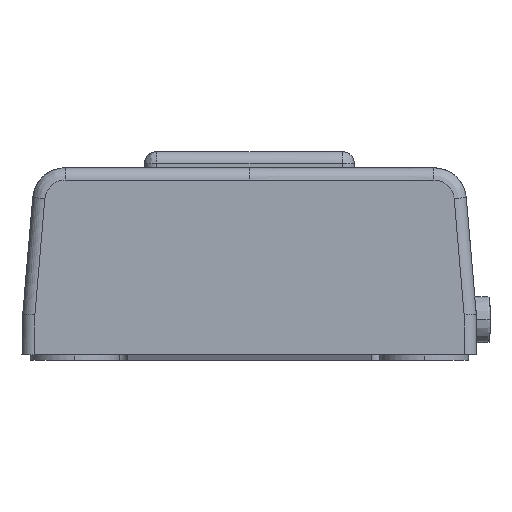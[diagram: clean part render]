
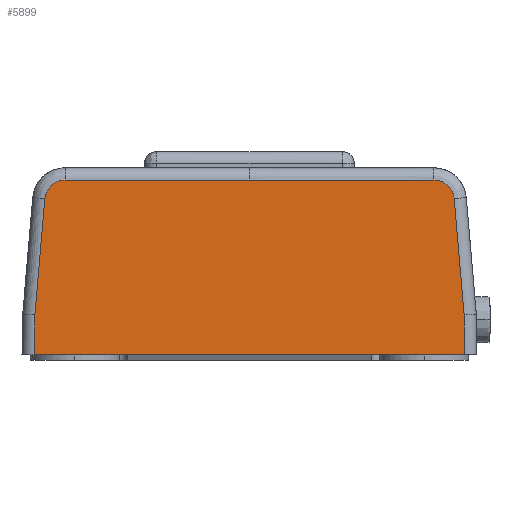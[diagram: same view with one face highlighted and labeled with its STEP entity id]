
A CAD part, left-side view. The second image highlights one B-rep face of the part: STEP entity #5899.
In plain terms, the highlighted planar face has unit normal (-1, 0, 0).
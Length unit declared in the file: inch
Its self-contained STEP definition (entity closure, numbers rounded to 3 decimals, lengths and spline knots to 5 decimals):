
#201 = VERTEX_POINT ( 'NONE', #9710 ) ;
#215 = CARTESIAN_POINT ( 'NONE',  ( -4.92126, -0.44678, 0.84646 ) ) ;
#231 = LINE ( 'NONE', #11283, #8678 ) ;
#269 = LINE ( 'NONE', #9672, #11415 ) ;
#370 = CARTESIAN_POINT ( 'NONE',  ( -4.92126, 0., 0.84646 ) ) ;
#444 = LINE ( 'NONE', #10338, #1273 ) ;
#508 = VERTEX_POINT ( 'NONE', #2451 ) ;
#661 = VERTEX_POINT ( 'NONE', #15251 ) ;
#723 = CARTESIAN_POINT ( 'NONE',  ( -4.92126, 0.89355, 0.84646 ) ) ;
#1230 = ORIENTED_EDGE ( 'NONE', *, *, #15522, .F. ) ;
#1273 = VECTOR ( 'NONE', #16986, 39.37008 ) ;
#1343 = EDGE_CURVE ( 'NONE', #8770, #508, #10343, .T. ) ;
#1344 = ORIENTED_EDGE ( 'NONE', *, *, #3965, .T. ) ;
#1528 = EDGE_CURVE ( 'NONE', #12734, #201, #269, .T. ) ;
#1602 = ORIENTED_EDGE ( 'NONE', *, *, #7499, .F. ) ;
#1685 = CARTESIAN_POINT ( 'NONE',  ( -4.92126, 1.03992, 0.1938 ) ) ;
#1890 = CARTESIAN_POINT ( 'NONE',  ( -4.92126, -0.99113, 0.76212 ) ) ;
#1912 = CARTESIAN_POINT ( 'NONE',  ( -4.92126, 0.89925, 0.84646 ) ) ;
#2065 = CARTESIAN_POINT ( 'NONE',  ( -4.92126, 1.0433, 0. ) ) ;
#2165 = DIRECTION ( 'NONE',  ( -1., 0., 0. ) ) ;
#2324 = ORIENTED_EDGE ( 'NONE', *, *, #2492, .T. ) ;
#2451 = CARTESIAN_POINT ( 'NONE',  ( -4.92126, -0.89355, 0.84646 ) ) ;
#2492 = EDGE_CURVE ( 'NONE', #201, #12790, #8767, .T. ) ;
#2524 = EDGE_CURVE ( 'NONE', #12734, #16243, #12219, .T. ) ;
#2581 = CARTESIAN_POINT ( 'NONE',  ( -4.92126, 0.89355, 0.84646 ) ) ;
#2622 = EDGE_CURVE ( 'NONE', #12790, #3585, #3327, .T. ) ;
#3091 = CARTESIAN_POINT ( 'NONE',  ( -4.92126, -0.92886, 0.84053 ) ) ;
#3327 = LINE ( 'NONE', #9769, #6443 ) ;
#3434 = CARTESIAN_POINT ( 'NONE',  ( -4.92126, -1.10236, 0. ) ) ;
#3585 = VERTEX_POINT ( 'NONE', #13299 ) ;
#3965 = EDGE_CURVE ( 'NONE', #661, #10826, #231, .T. ) ;
#4032 = AXIS2_PLACEMENT_3D ( 'NONE', #3434, #2165, #15348 ) ;
#4299 = CARTESIAN_POINT ( 'NONE',  ( -4.92126, -0.98291, 0.79065 ) ) ;
#4479 = CARTESIAN_POINT ( 'NONE',  ( -4.92126, -0.97335, 0.80668 ) ) ;
#4499 = CARTESIAN_POINT ( 'NONE',  ( -4.92126, 0.97303, 0.8071 ) ) ;
#4593 = FACE_OUTER_BOUND ( 'NONE', #10454, .T. ) ;
#4643 = ORIENTED_EDGE ( 'NONE', *, *, #16111, .T. ) ;
#5824 = CARTESIAN_POINT ( 'NONE',  ( -4.92126, 0.96032, 0.82117 ) ) ;
#5899 = ADVANCED_FACE ( 'NONE', ( #4593 ), #16437, .T. ) ;
#6100 = B_SPLINE_CURVE_WITH_KNOTS ( 'NONE', 3,
 ( #16348, #7086, #12280, #3091, #9757, #12384, #4479, #4299, #13561, #1890, #11089 ),
 .UNSPECIFIED., .F., .F.,
 ( 4, 1, 1, 1, 1, 1, 1, 1, 4 ),
 ( 0., 0.12022, 0.24405, 0.37225, 0.50182, 0.63136, 0.75948, 0.8832, 1. ),
 .UNSPECIFIED. ) ;
#6131 = CARTESIAN_POINT ( 'NONE',  ( -4.92126, -0.99162, 0.75645 ) ) ;
#6267 = DIRECTION ( 'NONE',  ( 0., -1., 0. ) ) ;
#6443 = VECTOR ( 'NONE', #11171, 39.37008 ) ;
#7086 = CARTESIAN_POINT ( 'NONE',  ( -4.92126, -0.89941, 0.84646 ) ) ;
#7147 = DIRECTION ( 'NONE',  ( 0., 0.086, 0.996 ) ) ;
#7344 = CARTESIAN_POINT ( 'NONE',  ( -4.92126, 0.92837, 0.84071 ) ) ;
#7428 = ORIENTED_EDGE ( 'NONE', *, *, #1528, .T. ) ;
#7499 = EDGE_CURVE ( 'NONE', #508, #10826, #6100, .T. ) ;
#7532 = ORIENTED_EDGE ( 'NONE', *, *, #1343, .F. ) ;
#8155 = DIRECTION ( 'NONE',  ( 0., -1., 0. ) ) ;
#8476 = CARTESIAN_POINT ( 'NONE',  ( -4.92126, 0.99112, 0.76229 ) ) ;
#8678 = VECTOR ( 'NONE', #7147, 39.37008 ) ;
#8767 = LINE ( 'NONE', #1685, #9549 ) ;
#8770 = VERTEX_POINT ( 'NONE', #370 ) ;
#8909 = CARTESIAN_POINT ( 'NONE',  ( -4.92126, 0.99162, 0.75645 ) ) ;
#9549 = VECTOR ( 'NONE', #12525, 39.37008 ) ;
#9672 = CARTESIAN_POINT ( 'NONE',  ( -4.92126, 0.99162, 0.75645 ) ) ;
#9710 = CARTESIAN_POINT ( 'NONE',  ( -4.92126, 1.03992, 0.1938 ) ) ;
#9757 = CARTESIAN_POINT ( 'NONE',  ( -4.92126, -0.94561, 0.83227 ) ) ;
#9769 = CARTESIAN_POINT ( 'NONE',  ( -4.92126, -1.10236, 0. ) ) ;
#9949 = CARTESIAN_POINT ( 'NONE',  ( -4.92126, 0.99162, 0.75645 ) ) ;
#10337 = VECTOR ( 'NONE', #6267, 39.37008 ) ;
#10338 = CARTESIAN_POINT ( 'NONE',  ( -4.92126, -1.0433, 0. ) ) ;
#10343 = LINE ( 'NONE', #215, #11628 ) ;
#10364 = CARTESIAN_POINT ( 'NONE',  ( -4.92126, 0.89355, 0.84646 ) ) ;
#10454 = EDGE_LOOP ( 'NONE', ( #11706, #4643, #1344, #1602, #7532, #1230, #11826, #7428, #2324 ) ) ;
#10826 = VERTEX_POINT ( 'NONE', #6131 ) ;
#11048 = CARTESIAN_POINT ( 'NONE',  ( -4.92126, 0.98269, 0.79111 ) ) ;
#11089 = CARTESIAN_POINT ( 'NONE',  ( -4.92126, -0.99162, 0.75645 ) ) ;
#11171 = DIRECTION ( 'NONE',  ( 0., -1., 0. ) ) ;
#11283 = CARTESIAN_POINT ( 'NONE',  ( -4.92126, -1.03992, 0.1938 ) ) ;
#11415 = VECTOR ( 'NONE', #13886, 39.37008 ) ;
#11628 = VECTOR ( 'NONE', #8155, 39.37008 ) ;
#11706 = ORIENTED_EDGE ( 'NONE', *, *, #2622, .T. ) ;
#11826 = ORIENTED_EDGE ( 'NONE', *, *, #2524, .F. ) ;
#12219 = B_SPLINE_CURVE_WITH_KNOTS ( 'NONE', 3,
 ( #9949, #8476, #16477, #11048, #4499, #5824, #13700, #7344, #15017, #1912, #723 ),
 .UNSPECIFIED., .F., .F.,
 ( 4, 1, 1, 1, 1, 1, 1, 1, 4 ),
 ( 0., 0.12022, 0.24405, 0.37225, 0.50182, 0.63136, 0.75948, 0.8832, 1. ),
 .UNSPECIFIED. ) ;
#12280 = CARTESIAN_POINT ( 'NONE',  ( -4.92126, -0.9113, 0.84539 ) ) ;
#12384 = CARTESIAN_POINT ( 'NONE',  ( -4.92126, -0.96072, 0.82081 ) ) ;
#12525 = DIRECTION ( 'NONE',  ( 0., 0.017, -1. ) ) ;
#12734 = VERTEX_POINT ( 'NONE', #8909 ) ;
#12790 = VERTEX_POINT ( 'NONE', #2065 ) ;
#13299 = CARTESIAN_POINT ( 'NONE',  ( -4.92126, -1.0433, 0. ) ) ;
#13561 = CARTESIAN_POINT ( 'NONE',  ( -4.92126, -0.98911, 0.77371 ) ) ;
#13700 = CARTESIAN_POINT ( 'NONE',  ( -4.92126, 0.94516, 0.83255 ) ) ;
#13886 = DIRECTION ( 'NONE',  ( 0., 0.086, -0.996 ) ) ;
#15017 = CARTESIAN_POINT ( 'NONE',  ( -4.92126, 0.91096, 0.84544 ) ) ;
#15251 = CARTESIAN_POINT ( 'NONE',  ( -4.92126, -1.03992, 0.1938 ) ) ;
#15348 = DIRECTION ( 'NONE',  ( 0., 0., 1. ) ) ;
#15522 = EDGE_CURVE ( 'NONE', #16243, #8770, #15725, .T. ) ;
#15725 = LINE ( 'NONE', #10364, #10337 ) ;
#16111 = EDGE_CURVE ( 'NONE', #3585, #661, #444, .T. ) ;
#16243 = VERTEX_POINT ( 'NONE', #2581 ) ;
#16348 = CARTESIAN_POINT ( 'NONE',  ( -4.92126, -0.89355, 0.84646 ) ) ;
#16437 = PLANE ( 'NONE',  #4032 ) ;
#16477 = CARTESIAN_POINT ( 'NONE',  ( -4.92126, 0.98904, 0.77404 ) ) ;
#16986 = DIRECTION ( 'NONE',  ( 0., 0.017, 1. ) ) ;
